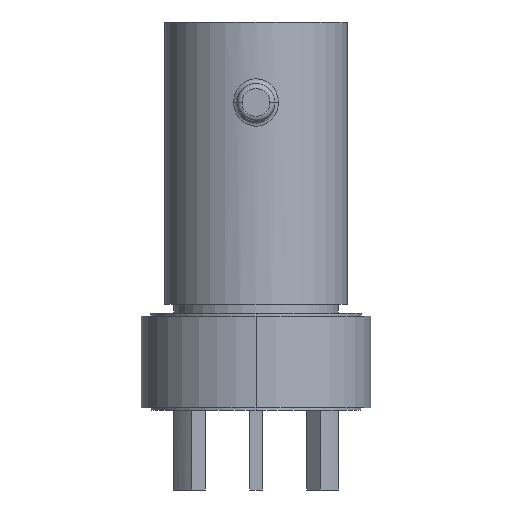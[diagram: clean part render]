
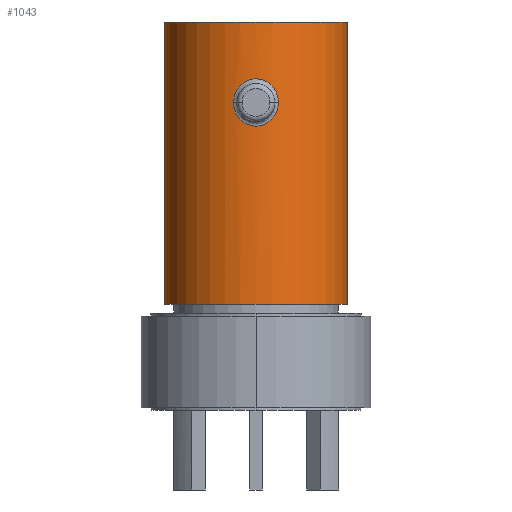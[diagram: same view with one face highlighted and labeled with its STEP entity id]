
A CAD part, front view. The second image highlights one B-rep face of the part: STEP entity #1043.
In plain terms, the highlighted cylindrical face has radius 4.826 mm (diameter 9.652 mm), a partial arc.
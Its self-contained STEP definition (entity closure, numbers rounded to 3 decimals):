
#45=DIRECTION('',(0.,0.,-1.));
#46=VECTOR('',#45,14.884);
#47=CARTESIAN_POINT('',(4.826,0.,0.));
#48=LINE('',#47,#46);
#49=CARTESIAN_POINT('',(0.,0.,-14.884));
#50=DIRECTION('',(0.,0.,1.));
#51=DIRECTION('',(-1.,0.,0.));
#52=AXIS2_PLACEMENT_3D('',#49,#50,#51);
#54=DIRECTION('',(0.,0.,-1.));
#55=VECTOR('',#54,14.884);
#56=CARTESIAN_POINT('',(-4.826,0.,0.));
#57=LINE('',#56,#55);
#58=CARTESIAN_POINT('',(1.182,-4.679,-4.242));
#59=CARTESIAN_POINT('',(1.182,-4.679,-4.15));
#60=CARTESIAN_POINT('',(1.164,-4.684,-3.973));
#61=CARTESIAN_POINT('',(1.082,-4.703,-3.718));
#62=CARTESIAN_POINT('',(0.952,-4.732,-3.488));
#63=CARTESIAN_POINT('',(0.78,-4.764,-3.295));
#64=CARTESIAN_POINT('',(0.578,-4.793,-3.146));
#65=CARTESIAN_POINT('',(0.356,-4.815,-3.046));
#66=CARTESIAN_POINT('',(0.121,-4.826,-2.995));
#67=CARTESIAN_POINT('',(-0.119,-4.827,
-2.995));
#68=CARTESIAN_POINT('',(-0.357,-4.815,
-3.046));
#69=CARTESIAN_POINT('',(-0.585,-4.792,
-3.15));
#70=CARTESIAN_POINT('',(-0.79,-4.762,
-3.303));
#71=CARTESIAN_POINT('',(-0.964,-4.729,
-3.506));
#72=CARTESIAN_POINT('',(-1.084,-4.703,-3.724));
#73=CARTESIAN_POINT('',(-1.162,-4.684,-3.966));
#74=CARTESIAN_POINT('',(-1.182,-4.679,-4.147));
#75=CARTESIAN_POINT('',(-1.182,-4.679,-4.242));
#77=CARTESIAN_POINT('',(-1.182,-4.679,-4.242));
#78=CARTESIAN_POINT('',(-1.182,-4.679,-4.333));
#79=CARTESIAN_POINT('',(-1.164,-4.684,-4.511));
#80=CARTESIAN_POINT('',(-1.082,-4.703,-4.766));
#81=CARTESIAN_POINT('',(-0.952,-4.732,
-4.996));
#82=CARTESIAN_POINT('',(-0.78,-4.764,
-5.189));
#83=CARTESIAN_POINT('',(-0.578,-4.793,
-5.337));
#84=CARTESIAN_POINT('',(-0.356,-4.815,
-5.438));
#85=CARTESIAN_POINT('',(-0.121,-4.826,
-5.488));
#86=CARTESIAN_POINT('',(0.119,-4.827,-5.489));
#87=CARTESIAN_POINT('',(0.357,-4.815,-5.438));
#88=CARTESIAN_POINT('',(0.585,-4.792,-5.334));
#89=CARTESIAN_POINT('',(0.79,-4.762,-5.181));
#90=CARTESIAN_POINT('',(0.964,-4.729,-4.978));
#91=CARTESIAN_POINT('',(1.084,-4.703,-4.76));
#92=CARTESIAN_POINT('',(1.162,-4.684,-4.517));
#93=CARTESIAN_POINT('',(1.182,-4.679,-4.337));
#94=CARTESIAN_POINT('',(1.182,-4.679,-4.242));
#464=CARTESIAN_POINT('',(0.,0.,0.));
#465=DIRECTION('',(0.,0.,1.));
#466=DIRECTION('',(-1.,0.,0.));
#467=AXIS2_PLACEMENT_3D('',#464,#465,#466);
#814=CARTESIAN_POINT('',(4.826,0.,0.));
#815=CARTESIAN_POINT('',(4.826,0.,-14.884));
#816=VERTEX_POINT('',#814);
#817=VERTEX_POINT('',#815);
#818=CARTESIAN_POINT('',(-4.826,0.,0.));
#819=CARTESIAN_POINT('',(-4.826,0.,-14.884));
#820=VERTEX_POINT('',#818);
#821=VERTEX_POINT('',#819);
#846=VERTEX_POINT('',#58);
#847=VERTEX_POINT('',#75);
#1024=CARTESIAN_POINT('',(0.,0.,-21.496));
#1025=DIRECTION('',(0.,0.,1.));
#1026=DIRECTION('',(1.,0.,0.));
#1027=AXIS2_PLACEMENT_3D('',#1024,#1025,#1026);
#1028=CYLINDRICAL_SURFACE('',#1027,4.826);
#1029=ORIENTED_EDGE('',*,*,#1007,.T.);
#1031=ORIENTED_EDGE('',*,*,#1030,.F.);
#1032=ORIENTED_EDGE('',*,*,#1011,.F.);
#1034=ORIENTED_EDGE('',*,*,#1033,.T.);
#1035=EDGE_LOOP('',(#1029,#1031,#1032,#1034));
#1036=FACE_OUTER_BOUND('',#1035,.F.);
#1038=ORIENTED_EDGE('',*,*,#1037,.T.);
#1040=ORIENTED_EDGE('',*,*,#1039,.T.);
#1041=EDGE_LOOP('',(#1038,#1040));
#1042=FACE_BOUND('',#1041,.F.);
#53=CIRCLE('',#52,4.826);
#76=B_SPLINE_CURVE_WITH_KNOTS('',3,(#58,#59,#60,#61,#62,#63,#64,#65,#66,#67,#68,
#69,#70,#71,#72,#73,#74,#75),.UNSPECIFIED.,.F.,.F.,(4,1,1,1,1,1,1,1,1,1,1,1,1,1,
1,4),(0.,0.067,0.133,0.2,0.267,
0.333,0.4,0.467,0.533,0.6,
0.667,0.733,0.8,0.867,0.933,
1.),.UNSPECIFIED.);
#95=B_SPLINE_CURVE_WITH_KNOTS('',3,(#77,#78,#79,#80,#81,#82,#83,#84,#85,#86,#87,
#88,#89,#90,#91,#92,#93,#94),.UNSPECIFIED.,.F.,.F.,(4,1,1,1,1,1,1,1,1,1,1,1,1,1,
1,4),(0.,0.067,0.133,0.2,0.267,
0.333,0.4,0.467,0.533,0.6,
0.667,0.733,0.8,0.867,0.933,
1.),.UNSPECIFIED.);
#468=CIRCLE('',#467,4.826);
#1007=EDGE_CURVE('',#816,#817,#48,.T.);
#1011=EDGE_CURVE('',#820,#821,#57,.T.);
#1030=EDGE_CURVE('',#821,#817,#53,.T.);
#1033=EDGE_CURVE('',#820,#816,#468,.T.);
#1037=EDGE_CURVE('',#846,#847,#76,.T.);
#1039=EDGE_CURVE('',#847,#846,#95,.T.);
#1043=ADVANCED_FACE('',(#1036,#1042),#1028,.T.);
